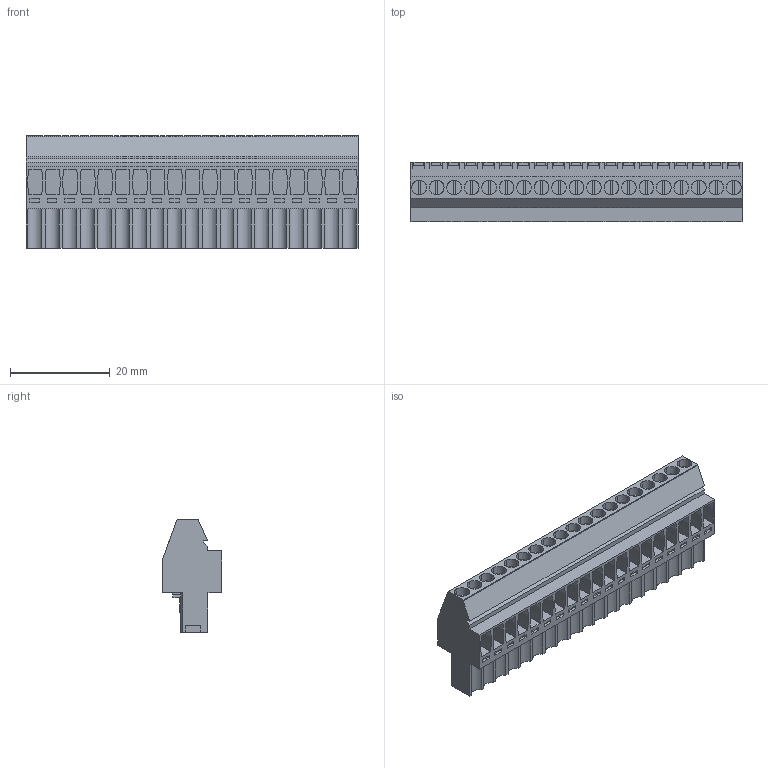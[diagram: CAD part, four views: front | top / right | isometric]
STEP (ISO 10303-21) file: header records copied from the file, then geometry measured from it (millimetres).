
FILE_DESCRIPTION(('CATIA V5 STEP Exchange','CAx-IF Rec.Pracs.--- Model Styling and Organization---1.2---2011-12-15'),'2;1');
FILE_NAME ('D1454100_0_1639640000_1639640000.stp','2017-04-20T07:29:07+00:00',('none'),('Weidmueller'),'CATIA Version 5-6 Release 2014','CATIA V5 STEP AP214','none');
FILE_SCHEMA(('AUTOMOTIVE_DESIGN { 1 0 10303 214 1 1 1 1 }'));
Length unit declared in the file: millimetre
Products named in the file (1): 1639640000
Bounding box: 66.5 x 11.83 x 22.6 mm (x, y, z)
Volume: 10103.8 mm3; surface area: 7863 mm2
Topology: 20 solids, 20 shells, 1082 faces, 2988 edges, 2022 vertices
Faces by surface type: plane 930, cylinder 152
Entity records: 31553 total; most frequent: ORIENTED_EDGE 5976, CARTESIAN_POINT 5829, DIRECTION 4130, EDGE_CURVE 2988, VECTOR 2494, LINE 2494, VERTEX_POINT 2022, EDGE_LOOP 1158
